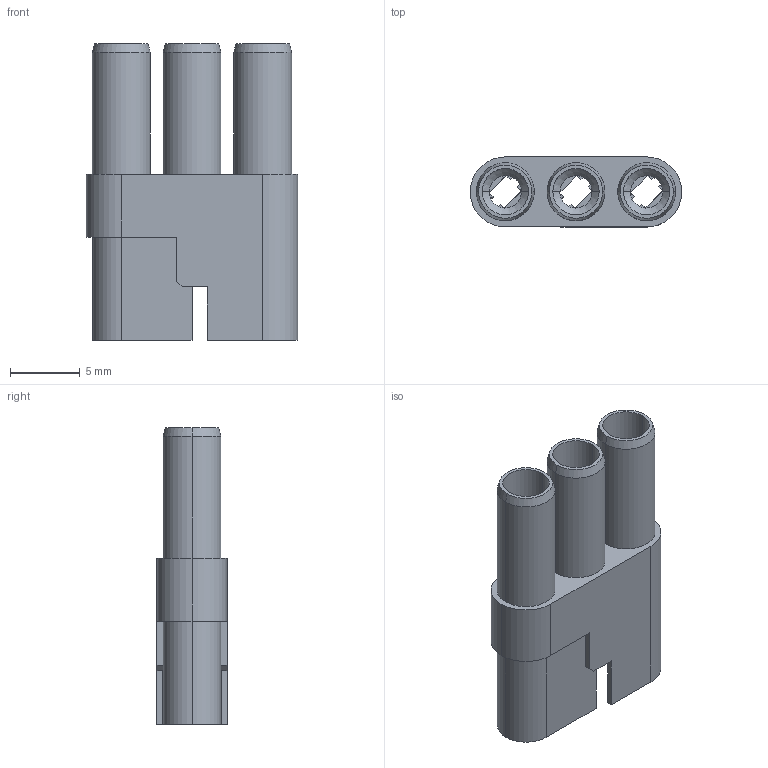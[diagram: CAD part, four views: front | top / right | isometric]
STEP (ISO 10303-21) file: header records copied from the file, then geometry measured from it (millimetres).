
FILE_DESCRIPTION (( 'STEP AP214' ), '1' );
FILE_NAME ('520-210-003.STEP', '2023-04-05T16:58:46', ( '' ), ( '' ), 'SwSTEP 2.0', 'SolidWorks 2020', '' );
FILE_SCHEMA (( 'AUTOMOTIVE_DESIGN' ));
Length unit declared in the file: inch
Products named in the file (1): 520-210-003
Bounding box: 15.19 x 5.03 x 21.34 mm (x, y, z)
Volume: 572.7 mm3; surface area: 1609 mm2
Topology: 1 solids, 1 shells, 128 faces, 346 edges, 222 vertices
Faces by surface type: plane 86, cylinder 30, cone 12
Entity records: 4074 total; most frequent: CARTESIAN_POINT 769, ORIENTED_EDGE 692, DIRECTION 676, EDGE_CURVE 346, LINE 226, VECTOR 226, AXIS2_PLACEMENT_3D 225, VERTEX_POINT 222
